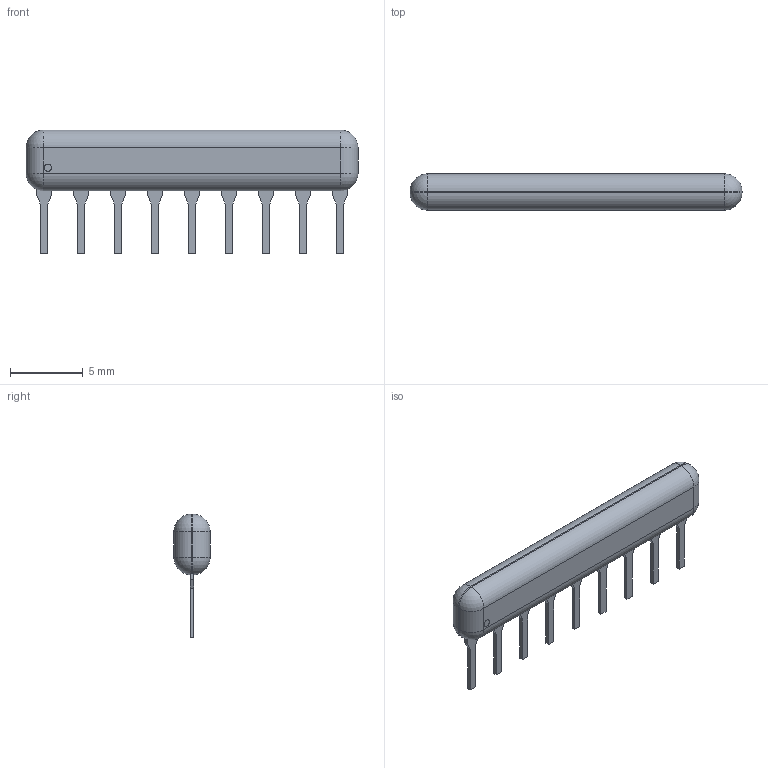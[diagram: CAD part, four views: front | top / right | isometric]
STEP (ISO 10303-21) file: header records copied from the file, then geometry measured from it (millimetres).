
FILE_DESCRIPTION((''),'2;1');
FILE_NAME('RN_BOURNS_4600X.stp','2011-08-25T12:42:17',(''),(''),'Mechanical Desktop 2011','Mechanical Desktop 2011',', , ');
FILE_SCHEMA(('AUTOMOTIVE_DESIGN { 1 2 10303 214 1 1 1 1 }'));
Length unit declared in the file: millimetre
Products named in the file (1): Product
Bounding box: 22.81 x 2.49 x 8.51 mm (x, y, z)
Volume: 209.9 mm3; surface area: 340.7 mm2
Topology: 11 solids, 11 shells, 123 faces, 284 edges, 176 vertices
Faces by surface type: plane 99, cylinder 16, sphere 8
Entity records: 3399 total; most frequent: CARTESIAN_POINT 576, DIRECTION 556, ORIENTED_EDGE 552, EDGE_CURVE 276, VECTOR 244, LINE 244, VERTEX_POINT 176, AXIS2_PLACEMENT_3D 156
